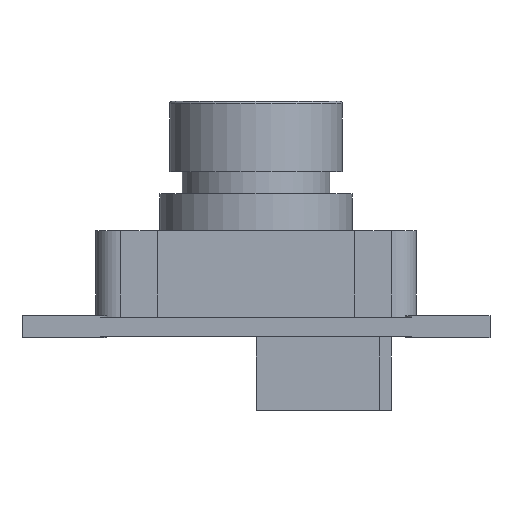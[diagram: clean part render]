
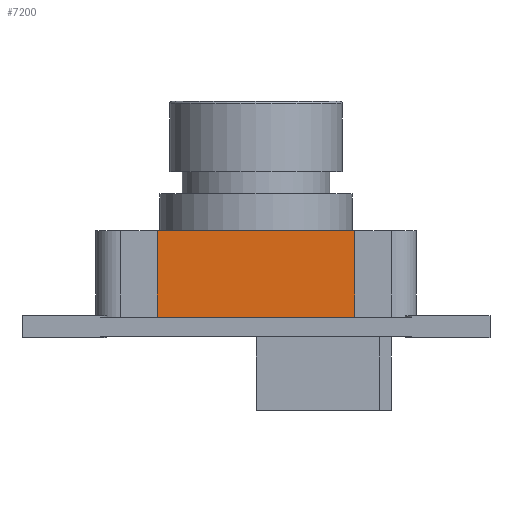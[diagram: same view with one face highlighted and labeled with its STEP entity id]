
A CAD part, front view. The second image highlights one B-rep face of the part: STEP entity #7200.
In plain terms, the highlighted planar face has unit normal (0, -1, 0).
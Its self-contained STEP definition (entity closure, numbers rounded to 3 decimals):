
#84 = VECTOR ( 'NONE', #7548, 1000. ) ;
#396 = CARTESIAN_POINT ( 'NONE',  ( -8., -8., 7. ) ) ;
#582 = VECTOR ( 'NONE', #5893, 1000. ) ;
#789 = VERTEX_POINT ( 'NONE', #7992 ) ;
#964 = VECTOR ( 'NONE', #8195, 1000. ) ;
#1526 = CARTESIAN_POINT ( 'NONE',  ( -8., -8., 7. ) ) ;
#1781 = DIRECTION ( 'NONE',  ( 0., 1., 0. ) ) ;
#1989 = VECTOR ( 'NONE', #8671, 1000. ) ;
#2157 = EDGE_CURVE ( 'NONE', #5578, #7164, #8013, .T. ) ;
#2309 = CARTESIAN_POINT ( 'NONE',  ( 8., -8., 0. ) ) ;
#2753 = EDGE_CURVE ( 'NONE', #5578, #789, #5546, .T. ) ;
#2853 = ORIENTED_EDGE ( 'NONE', *, *, #7718, .F. ) ;
#3237 = DIRECTION ( 'NONE',  ( 1., 0., 0. ) ) ;
#3666 = LINE ( 'NONE', #8147, #582 ) ;
#4124 = CARTESIAN_POINT ( 'NONE',  ( -8., -8., 7. ) ) ;
#4332 = CARTESIAN_POINT ( 'NONE',  ( -8., -8., 0. ) ) ;
#4766 = AXIS2_PLACEMENT_3D ( 'NONE', #396, #1781, #3237 ) ;
#5192 = PLANE ( 'NONE',  #4766 ) ;
#5546 = LINE ( 'NONE', #7503, #84 ) ;
#5566 = EDGE_LOOP ( 'NONE', ( #8311, #2853, #7731, #6026 ) ) ;
#5578 = VERTEX_POINT ( 'NONE', #4124 ) ;
#5893 = DIRECTION ( 'NONE',  ( 1., 0., 0. ) ) ;
#6023 = VERTEX_POINT ( 'NONE', #2309 ) ;
#6026 = ORIENTED_EDGE ( 'NONE', *, *, #2157, .T. ) ;
#6765 = EDGE_CURVE ( 'NONE', #7164, #6023, #3666, .T. ) ;
#6817 = LINE ( 'NONE', #9093, #964 ) ;
#7164 = VERTEX_POINT ( 'NONE', #4332 ) ;
#7200 = ADVANCED_FACE ( 'NONE', ( #7993 ), #5192, .F. ) ;
#7503 = CARTESIAN_POINT ( 'NONE',  ( -8., -8., 7. ) ) ;
#7548 = DIRECTION ( 'NONE',  ( 1., 0., 0. ) ) ;
#7718 = EDGE_CURVE ( 'NONE', #789, #6023, #6817, .T. ) ;
#7731 = ORIENTED_EDGE ( 'NONE', *, *, #2753, .F. ) ;
#7992 = CARTESIAN_POINT ( 'NONE',  ( 8., -8., 7. ) ) ;
#7993 = FACE_OUTER_BOUND ( 'NONE', #5566, .T. ) ;
#8013 = LINE ( 'NONE', #1526, #1989 ) ;
#8147 = CARTESIAN_POINT ( 'NONE',  ( -8., -8., 0. ) ) ;
#8195 = DIRECTION ( 'NONE',  ( 0., 0., -1. ) ) ;
#8311 = ORIENTED_EDGE ( 'NONE', *, *, #6765, .T. ) ;
#8671 = DIRECTION ( 'NONE',  ( 0., 0., -1. ) ) ;
#9093 = CARTESIAN_POINT ( 'NONE',  ( 8., -8., 7. ) ) ;
